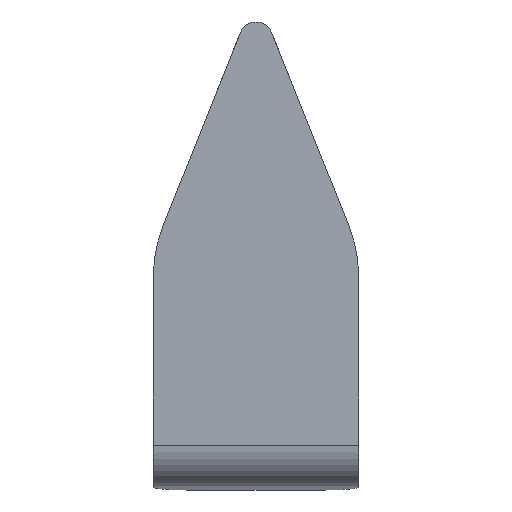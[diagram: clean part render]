
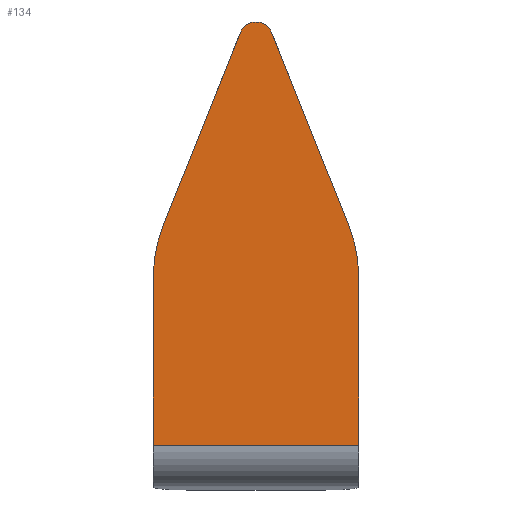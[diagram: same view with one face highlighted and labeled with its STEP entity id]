
A CAD part, front view. The second image highlights one B-rep face of the part: STEP entity #134.
In plain terms, the highlighted planar face has unit normal (0, -1, 0).
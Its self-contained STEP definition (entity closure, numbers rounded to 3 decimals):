
#11 = AXIS2_PLACEMENT_3D ( 'NONE', #589, #275, #934 ) ;
#22 = EDGE_CURVE ( 'NONE', #616, #1279, #942, .T. ) ;
#31 = CARTESIAN_POINT ( 'NONE',  ( 49., 5.034, 82.396 ) ) ;
#36 = LINE ( 'NONE', #521, #1386 ) ;
#107 = DIRECTION ( 'NONE',  ( 0., 0., 1. ) ) ;
#134 = ADVANCED_FACE ( 'NONE', ( #1320 ), #1003, .F. ) ;
#167 = VERTEX_POINT ( 'NONE', #796 ) ;
#176 = DIRECTION ( 'NONE',  ( 0., 0., 1. ) ) ;
#183 = ORIENTED_EDGE ( 'NONE', *, *, #1308, .F. ) ;
#191 = CARTESIAN_POINT ( 'NONE',  ( -49., 5.034, 163.919 ) ) ;
#197 = AXIS2_PLACEMENT_3D ( 'NONE', #974, #317, #107 ) ;
#220 = VECTOR ( 'NONE', #1139, 1000. ) ;
#238 = DIRECTION ( 'NONE',  ( 0., 0., -1. ) ) ;
#250 = VERTEX_POINT ( 'NONE', #31 ) ;
#264 = LINE ( 'NONE', #823, #220 ) ;
#275 = DIRECTION ( 'NONE',  ( 0., 1., 0. ) ) ;
#317 = DIRECTION ( 'NONE',  ( 0., 1., 0. ) ) ;
#326 = ORIENTED_EDGE ( 'NONE', *, *, #665, .T. ) ;
#361 = CARTESIAN_POINT ( 'NONE',  ( 44.717, 5.034, 186.181 ) ) ;
#406 = ORIENTED_EDGE ( 'NONE', *, *, #854, .T. ) ;
#433 = DIRECTION ( 'NONE',  ( -1., 0., 0. ) ) ;
#450 = DIRECTION ( 'NONE',  ( 0., -1., 0. ) ) ;
#481 = EDGE_CURVE ( 'NONE', #528, #616, #264, .T. ) ;
#489 = CARTESIAN_POINT ( 'NONE',  ( -49., 5.034, 82.396 ) ) ;
#520 = AXIS2_PLACEMENT_3D ( 'NONE', #664, #597, #674 ) ;
#521 = CARTESIAN_POINT ( 'NONE',  ( 2.806, 5.034, 291.075 ) ) ;
#528 = VERTEX_POINT ( 'NONE', #1034 ) ;
#577 = ORIENTED_EDGE ( 'NONE', *, *, #22, .F. ) ;
#584 = CARTESIAN_POINT ( 'NONE',  ( 49., 5.034, 163.919 ) ) ;
#589 = CARTESIAN_POINT ( 'NONE',  ( 0., 5.034, 276.536 ) ) ;
#597 = DIRECTION ( 'NONE',  ( 0., 1., 0. ) ) ;
#604 = VERTEX_POINT ( 'NONE', #584 ) ;
#616 = VERTEX_POINT ( 'NONE', #923 ) ;
#635 = AXIS2_PLACEMENT_3D ( 'NONE', #932, #832, #176 ) ;
#642 = VERTEX_POINT ( 'NONE', #489 ) ;
#645 = CARTESIAN_POINT ( 'NONE',  ( 49., 5.034, 309.532 ) ) ;
#664 = CARTESIAN_POINT ( 'NONE',  ( 49., 5.034, 309.532 ) ) ;
#665 = EDGE_CURVE ( 'NONE', #528, #775, #908, .T. ) ;
#668 = DIRECTION ( 'NONE',  ( 0., 0., 1. ) ) ;
#674 = DIRECTION ( 'NONE',  ( 0., 0., 1. ) ) ;
#775 = VERTEX_POINT ( 'NONE', #191 ) ;
#789 = LINE ( 'NONE', #645, #1245 ) ;
#796 = CARTESIAN_POINT ( 'NONE',  ( 7.429, 5.034, 279.504 ) ) ;
#823 = CARTESIAN_POINT ( 'NONE',  ( 10.686, 5.034, 324.841 ) ) ;
#825 = CIRCLE ( 'NONE', #197, 8. ) ;
#832 = DIRECTION ( 'NONE',  ( 0., -1., 0. ) ) ;
#839 = EDGE_CURVE ( 'NONE', #604, #1149, #1315, .T. ) ;
#854 = EDGE_CURVE ( 'NONE', #775, #642, #1040, .T. ) ;
#881 = CARTESIAN_POINT ( 'NONE',  ( -49., 5.034, 309.532 ) ) ;
#908 = CIRCLE ( 'NONE', #635, 60. ) ;
#922 = ORIENTED_EDGE ( 'NONE', *, *, #839, .T. ) ;
#923 = CARTESIAN_POINT ( 'NONE',  ( -7.429, 5.034, 279.504 ) ) ;
#932 = CARTESIAN_POINT ( 'NONE',  ( 11., 5.034, 163.919 ) ) ;
#934 = DIRECTION ( 'NONE',  ( 0., 0., 1. ) ) ;
#938 = VECTOR ( 'NONE', #433, 1000. ) ;
#939 = AXIS2_PLACEMENT_3D ( 'NONE', #1389, #450, #668 ) ;
#942 = CIRCLE ( 'NONE', #11, 8. ) ;
#963 = CARTESIAN_POINT ( 'NONE',  ( 0., 5.034, 284.536 ) ) ;
#964 = ORIENTED_EDGE ( 'NONE', *, *, #1026, .F. ) ;
#974 = CARTESIAN_POINT ( 'NONE',  ( 0., 5.034, 276.536 ) ) ;
#1003 = PLANE ( 'NONE',  #520 ) ;
#1026 = EDGE_CURVE ( 'NONE', #604, #250, #789, .T. ) ;
#1034 = CARTESIAN_POINT ( 'NONE',  ( -44.717, 5.034, 186.181 ) ) ;
#1040 = LINE ( 'NONE', #881, #1222 ) ;
#1056 = EDGE_LOOP ( 'NONE', ( #1301, #326, #406, #183, #964, #922, #1304, #1072, #577 ) ) ;
#1072 = ORIENTED_EDGE ( 'NONE', *, *, #1349, .F. ) ;
#1078 = DIRECTION ( 'NONE',  ( 0., 0., -1. ) ) ;
#1139 = DIRECTION ( 'NONE',  ( 0.371, 0., 0.929 ) ) ;
#1149 = VERTEX_POINT ( 'NONE', #361 ) ;
#1166 = LINE ( 'NONE', #1172, #938 ) ;
#1172 = CARTESIAN_POINT ( 'NONE',  ( 49., 5.034, 82.396 ) ) ;
#1222 = VECTOR ( 'NONE', #238, 1000. ) ;
#1245 = VECTOR ( 'NONE', #1078, 1000. ) ;
#1269 = DIRECTION ( 'NONE',  ( 0.371, 0., -0.929 ) ) ;
#1279 = VERTEX_POINT ( 'NONE', #963 ) ;
#1301 = ORIENTED_EDGE ( 'NONE', *, *, #481, .F. ) ;
#1304 = ORIENTED_EDGE ( 'NONE', *, *, #1387, .F. ) ;
#1308 = EDGE_CURVE ( 'NONE', #250, #642, #1166, .T. ) ;
#1315 = CIRCLE ( 'NONE', #939, 60. ) ;
#1320 = FACE_OUTER_BOUND ( 'NONE', #1056, .T. ) ;
#1349 = EDGE_CURVE ( 'NONE', #1279, #167, #825, .T. ) ;
#1386 = VECTOR ( 'NONE', #1269, 1000. ) ;
#1387 = EDGE_CURVE ( 'NONE', #167, #1149, #36, .T. ) ;
#1389 = CARTESIAN_POINT ( 'NONE',  ( -11., 5.034, 163.919 ) ) ;
